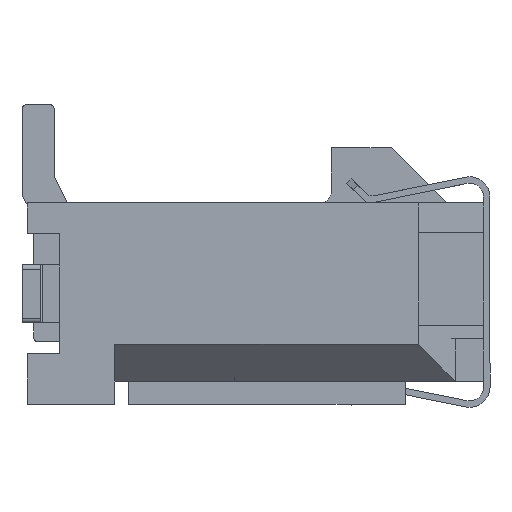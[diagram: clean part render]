
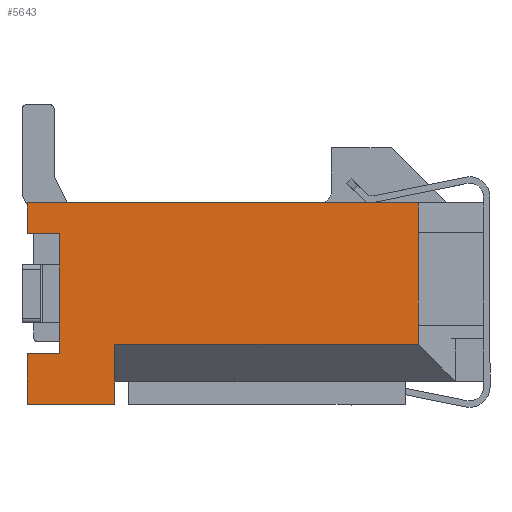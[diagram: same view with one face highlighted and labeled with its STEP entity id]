
A CAD part, left-side view. The second image highlights one B-rep face of the part: STEP entity #5643.
In plain terms, the highlighted planar face has unit normal (-1, 0, 0).
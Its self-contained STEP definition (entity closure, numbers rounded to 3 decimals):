
#655=ORIENTED_EDGE('',*,*,#2223,.T.);
#656=ORIENTED_EDGE('',*,*,#2224,.T.);
#657=ORIENTED_EDGE('',*,*,#1810,.F.);
#658=ORIENTED_EDGE('',*,*,#2225,.T.);
#659=ORIENTED_EDGE('',*,*,#2226,.F.);
#660=ORIENTED_EDGE('',*,*,#2227,.F.);
#661=ORIENTED_EDGE('',*,*,#2228,.F.);
#662=ORIENTED_EDGE('',*,*,#1921,.T.);
#663=ORIENTED_EDGE('',*,*,#2229,.T.);
#664=ORIENTED_EDGE('',*,*,#2230,.T.);
#665=ORIENTED_EDGE('',*,*,#2231,.T.);
#666=ORIENTED_EDGE('',*,*,#2232,.T.);
#1810=EDGE_CURVE('',#2635,#2636,#3173,.T.);
#1921=EDGE_CURVE('',#2744,#2743,#3284,.T.);
#2223=EDGE_CURVE('',#2967,#2968,#3586,.T.);
#2224=EDGE_CURVE('',#2968,#2636,#3587,.T.);
#2225=EDGE_CURVE('',#2635,#2969,#3588,.T.);
#2226=EDGE_CURVE('',#2970,#2969,#3589,.T.);
#2227=EDGE_CURVE('',#2971,#2970,#3590,.T.);
#2228=EDGE_CURVE('',#2744,#2971,#3591,.T.);
#2229=EDGE_CURVE('',#2743,#2972,#3592,.T.);
#2230=EDGE_CURVE('',#2972,#2973,#3593,.T.);
#2231=EDGE_CURVE('',#2973,#2974,#3594,.T.);
#2232=EDGE_CURVE('',#2974,#2967,#3595,.T.);
#2635=VERTEX_POINT('',#7777);
#2636=VERTEX_POINT('',#7779);
#2743=VERTEX_POINT('',#8012);
#2744=VERTEX_POINT('',#8014);
#2967=VERTEX_POINT('',#8597);
#2968=VERTEX_POINT('',#8598);
#2969=VERTEX_POINT('',#8601);
#2970=VERTEX_POINT('',#8603);
#2971=VERTEX_POINT('',#8605);
#2972=VERTEX_POINT('',#8608);
#2973=VERTEX_POINT('',#8610);
#2974=VERTEX_POINT('',#8612);
#3173=LINE('',#7778,#3944);
#3284=LINE('',#8013,#4055);
#3586=LINE('',#8596,#4357);
#3587=LINE('',#8599,#4358);
#3588=LINE('',#8600,#4359);
#3589=LINE('',#8602,#4360);
#3590=LINE('',#8604,#4361);
#3591=LINE('',#8606,#4362);
#3592=LINE('',#8607,#4363);
#3593=LINE('',#8609,#4364);
#3594=LINE('',#8611,#4365);
#3595=LINE('',#8613,#4366);
#3944=VECTOR('',#6285,1000.);
#4055=VECTOR('',#6428,1000.);
#4357=VECTOR('',#6846,1000.);
#4358=VECTOR('',#6847,1000.);
#4359=VECTOR('',#6848,1000.);
#4360=VECTOR('',#6849,1000.);
#4361=VECTOR('',#6850,1000.);
#4362=VECTOR('',#6851,1000.);
#4363=VECTOR('',#6852,1000.);
#4364=VECTOR('',#6853,1000.);
#4365=VECTOR('',#6854,1000.);
#4366=VECTOR('',#6855,1000.);
#4787=EDGE_LOOP('',(#655,#656,#657,#658,#659,#660,#661,#662,#663,#664,#665,
#666));
#5090=FACE_BOUND('',#4787,.T.);
#5380=PLANE('',#5983);
#5643=ADVANCED_FACE('',(#5090),#5380,.T.);
#5983=AXIS2_PLACEMENT_3D('',#8595,#6844,#6845);
#6285=DIRECTION('',(0.,0.,-1.));
#6428=DIRECTION('',(0.,1.,0.));
#6844=DIRECTION('',(-1.,0.,0.));
#6845=DIRECTION('',(0.,0.,1.));
#6846=DIRECTION('',(0.,0.,-1.));
#6847=DIRECTION('',(0.,-1.,0.));
#6848=DIRECTION('',(0.,-1.,0.));
#6849=DIRECTION('',(0.,0.,-1.));
#6850=DIRECTION('',(0.,0.,-1.));
#6851=DIRECTION('',(0.,0.,-1.));
#6852=DIRECTION('',(0.,0.,-1.));
#6853=DIRECTION('',(0.,-1.,0.));
#6854=DIRECTION('',(0.,0.,-1.));
#6855=DIRECTION('',(0.,1.,0.));
#7777=CARTESIAN_POINT('',(-9.325,3.05,-0.885));
#7778=CARTESIAN_POINT('',(-9.325,3.05,-1.685));
#7779=CARTESIAN_POINT('',(-9.325,3.05,-2.185));
#8012=CARTESIAN_POINT('',(-9.325,4.95,2.185));
#8013=CARTESIAN_POINT('',(-9.325,-4.95,2.185));
#8014=CARTESIAN_POINT('',(-9.325,-3.536,2.185));
#8595=CARTESIAN_POINT('',(-9.325,0.,0.));
#8596=CARTESIAN_POINT('',(-9.325,4.95,2.185));
#8597=CARTESIAN_POINT('',(-9.325,4.95,-1.085));
#8598=CARTESIAN_POINT('',(-9.325,4.95,-2.185));
#8599=CARTESIAN_POINT('',(-9.325,4.95,-2.185));
#8600=CARTESIAN_POINT('',(-9.325,0.,-0.885));
#8601=CARTESIAN_POINT('',(-9.325,-3.536,-0.885));
#8602=CARTESIAN_POINT('',(-9.325,-3.536,0.));
#8603=CARTESIAN_POINT('',(-9.325,-3.536,-0.465));
#8604=CARTESIAN_POINT('',(-9.325,-3.536,1.535));
#8605=CARTESIAN_POINT('',(-9.325,-3.536,1.535));
#8606=CARTESIAN_POINT('',(-9.325,-3.536,0.));
#8607=CARTESIAN_POINT('',(-9.325,4.95,2.185));
#8608=CARTESIAN_POINT('',(-9.325,4.95,1.515));
#8609=CARTESIAN_POINT('',(-9.325,0.,1.515));
#8610=CARTESIAN_POINT('',(-9.325,4.25,1.515));
#8611=CARTESIAN_POINT('',(-9.325,4.25,0.));
#8612=CARTESIAN_POINT('',(-9.325,4.25,-1.085));
#8613=CARTESIAN_POINT('',(-9.325,0.,-1.085));
